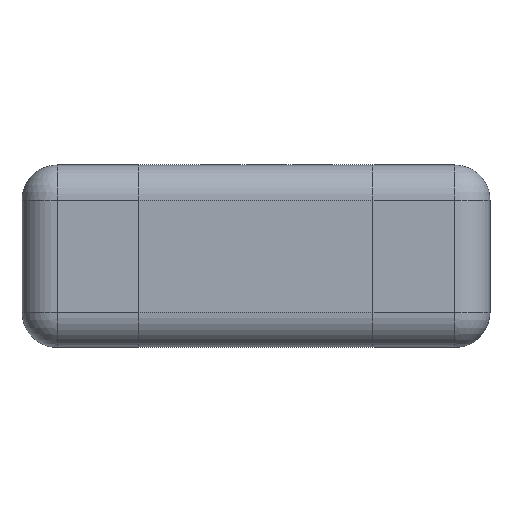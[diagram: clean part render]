
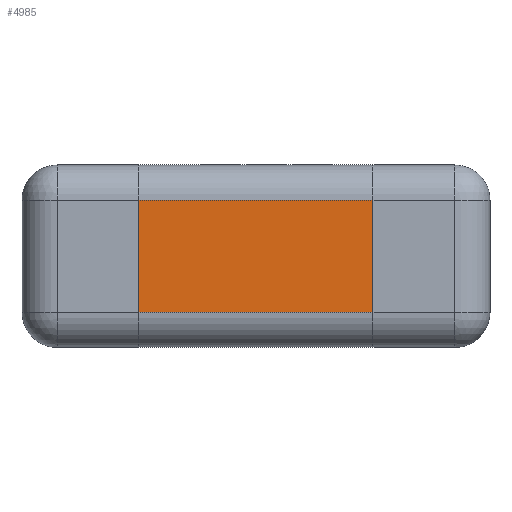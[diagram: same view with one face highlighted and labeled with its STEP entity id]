
A CAD part, front view. The second image highlights one B-rep face of the part: STEP entity #4985.
In plain terms, the highlighted planar face has unit normal (0, -1, 0).
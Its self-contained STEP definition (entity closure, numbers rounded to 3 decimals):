
#1487 = CYLINDRICAL_SURFACE('',#1488,0.15);
#1488 = AXIS2_PLACEMENT_3D('',#1489,#1490,#1491);
#1489 = CARTESIAN_POINT('',(-1.,-0.475,0.63));
#1490 = DIRECTION('',(-1.,0.,0.));
#1491 = DIRECTION('',(0.,-1.,0.));
#3677 = VERTEX_POINT('',#3678);
#3678 = CARTESIAN_POINT('',(-0.5,-0.625,0.15));
#3715 = CYLINDRICAL_SURFACE('',#3716,0.15);
#3716 = AXIS2_PLACEMENT_3D('',#3717,#3718,#3719);
#3717 = CARTESIAN_POINT('',(-1.,-0.475,0.15));
#3718 = DIRECTION('',(1.,0.,0.));
#3719 = DIRECTION('',(0.,1.,0.));
#3787 = PLANE('',#3788);
#3788 = AXIS2_PLACEMENT_3D('',#3789,#3790,#3791);
#3789 = CARTESIAN_POINT('',(-1.,-0.625,0.78));
#3790 = DIRECTION('',(0.,1.,0.));
#3791 = DIRECTION('',(-1.,0.,0.));
#3874 = VERTEX_POINT('',#3875);
#3875 = CARTESIAN_POINT('',(0.5,-0.625,0.15));
#3913 = PLANE('',#3914);
#3914 = AXIS2_PLACEMENT_3D('',#3915,#3916,#3917);
#3915 = CARTESIAN_POINT('',(-1.,-0.625,0.78));
#3916 = DIRECTION('',(0.,1.,0.));
#3917 = DIRECTION('',(-1.,0.,0.));
#4067 = VERTEX_POINT('',#4068);
#4068 = CARTESIAN_POINT('',(-0.5,-0.625,0.63));
#4354 = VERTEX_POINT('',#4355);
#4355 = CARTESIAN_POINT('',(0.5,-0.625,0.63));
#4648 = EDGE_CURVE('',#4067,#3677,#4649,.T.);
#4649 = SURFACE_CURVE('',#4650,(#4654,#4661),.PCURVE_S1.);
#4650 = LINE('',#4651,#4652);
#4651 = CARTESIAN_POINT('',(-0.5,-0.625,0.78));
#4652 = VECTOR('',#4653,1.);
#4653 = DIRECTION('',(0.,0.,-1.));
#4654 = PCURVE('',#3787,#4655);
#4655 = DEFINITIONAL_REPRESENTATION('',(#4656),#4660);
#4656 = LINE('',#4657,#4658);
#4657 = CARTESIAN_POINT('',(-0.5,0.));
#4658 = VECTOR('',#4659,1.);
#4659 = DIRECTION('',(0.,-1.));
#4660 = ( GEOMETRIC_REPRESENTATION_CONTEXT(2) 
PARAMETRIC_REPRESENTATION_CONTEXT() REPRESENTATION_CONTEXT('2D SPACE',''
  ) );
#4661 = PCURVE('',#4662,#4667);
#4662 = PLANE('',#4663);
#4663 = AXIS2_PLACEMENT_3D('',#4664,#4665,#4666);
#4664 = CARTESIAN_POINT('',(-1.,-0.625,0.78));
#4665 = DIRECTION('',(0.,1.,0.));
#4666 = DIRECTION('',(-1.,0.,0.));
#4667 = DEFINITIONAL_REPRESENTATION('',(#4668),#4672);
#4668 = LINE('',#4669,#4670);
#4669 = CARTESIAN_POINT('',(-0.5,0.));
#4670 = VECTOR('',#4671,1.);
#4671 = DIRECTION('',(0.,-1.));
#4672 = ( GEOMETRIC_REPRESENTATION_CONTEXT(2) 
PARAMETRIC_REPRESENTATION_CONTEXT() REPRESENTATION_CONTEXT('2D SPACE',''
  ) );
#4727 = EDGE_CURVE('',#3874,#4354,#4728,.T.);
#4728 = SURFACE_CURVE('',#4729,(#4733,#4740),.PCURVE_S1.);
#4729 = LINE('',#4730,#4731);
#4730 = CARTESIAN_POINT('',(0.5,-0.625,0.78));
#4731 = VECTOR('',#4732,1.);
#4732 = DIRECTION('',(0.,0.,1.));
#4733 = PCURVE('',#3913,#4734);
#4734 = DEFINITIONAL_REPRESENTATION('',(#4735),#4739);
#4735 = LINE('',#4736,#4737);
#4736 = CARTESIAN_POINT('',(-1.5,0.));
#4737 = VECTOR('',#4738,1.);
#4738 = DIRECTION('',(0.,1.));
#4739 = ( GEOMETRIC_REPRESENTATION_CONTEXT(2) 
PARAMETRIC_REPRESENTATION_CONTEXT() REPRESENTATION_CONTEXT('2D SPACE',''
  ) );
#4740 = PCURVE('',#4662,#4741);
#4741 = DEFINITIONAL_REPRESENTATION('',(#4742),#4746);
#4742 = LINE('',#4743,#4744);
#4743 = CARTESIAN_POINT('',(-1.5,0.));
#4744 = VECTOR('',#4745,1.);
#4745 = DIRECTION('',(0.,1.));
#4746 = ( GEOMETRIC_REPRESENTATION_CONTEXT(2) 
PARAMETRIC_REPRESENTATION_CONTEXT() REPRESENTATION_CONTEXT('2D SPACE',''
  ) );
#4985 = ADVANCED_FACE('',(#4986),#4662,.F.);
#4986 = FACE_BOUND('',#4987,.T.);
#4987 = EDGE_LOOP('',(#4988,#5031,#5032,#5075));
#4988 = ORIENTED_EDGE('',*,*,#4989,.T.);
#4989 = EDGE_CURVE('',#4354,#4067,#4990,.T.);
#4990 = SURFACE_CURVE('',#4991,(#4995,#5002),.PCURVE_S1.);
#4991 = LINE('',#4992,#4993);
#4992 = CARTESIAN_POINT('',(-1.,-0.625,0.63));
#4993 = VECTOR('',#4994,1.);
#4994 = DIRECTION('',(-1.,0.,-0.));
#4995 = PCURVE('',#4662,#4996);
#4996 = DEFINITIONAL_REPRESENTATION('',(#4997),#5001);
#4997 = LINE('',#4998,#4999);
#4998 = CARTESIAN_POINT('',(-0.,-0.15));
#4999 = VECTOR('',#5000,1.);
#5000 = DIRECTION('',(1.,0.));
#5001 = ( GEOMETRIC_REPRESENTATION_CONTEXT(2) 
PARAMETRIC_REPRESENTATION_CONTEXT() REPRESENTATION_CONTEXT('2D SPACE',''
  ) );
#5002 = PCURVE('',#1487,#5003);
#5003 = DEFINITIONAL_REPRESENTATION('',(#5004),#5030);
#5004 = B_SPLINE_CURVE_WITH_KNOTS('',3,(#5005,#5006,#5007,#5008,#5009,
    #5010,#5011,#5012,#5013,#5014,#5015,#5016,#5017,#5018,#5019,#5020,
    #5021,#5022,#5023,#5024,#5025,#5026,#5027,#5028,#5029),
  .UNSPECIFIED.,.F.,.F.,(4,1,1,1,1,1,1,1,1,1,1,1,1,1,1,1,1,1,1,1,1,1,4),
  (-1.5,-1.455,-1.409,-1.364,-1.318,
    -1.273,-1.227,-1.182,-1.136,
    -1.091,-1.045,-1.,-0.955,-0.909,
    -0.864,-0.818,-0.773,-0.727,
    -0.682,-0.636,-0.591,-0.545,-0.5
    ),.QUASI_UNIFORM_KNOTS.);
#5005 = CARTESIAN_POINT('',(0.,-1.5));
#5006 = CARTESIAN_POINT('',(0.,-1.485));
#5007 = CARTESIAN_POINT('',(0.,-1.455));
#5008 = CARTESIAN_POINT('',(0.,-1.409));
#5009 = CARTESIAN_POINT('',(0.,-1.364));
#5010 = CARTESIAN_POINT('',(0.,-1.318));
#5011 = CARTESIAN_POINT('',(0.,-1.273));
#5012 = CARTESIAN_POINT('',(0.,-1.227));
#5013 = CARTESIAN_POINT('',(0.,-1.182));
#5014 = CARTESIAN_POINT('',(0.,-1.136));
#5015 = CARTESIAN_POINT('',(0.,-1.091));
#5016 = CARTESIAN_POINT('',(0.,-1.045));
#5017 = CARTESIAN_POINT('',(0.,-1.));
#5018 = CARTESIAN_POINT('',(0.,-0.955));
#5019 = CARTESIAN_POINT('',(0.,-0.909));
#5020 = CARTESIAN_POINT('',(0.,-0.864));
#5021 = CARTESIAN_POINT('',(0.,-0.818));
#5022 = CARTESIAN_POINT('',(0.,-0.773));
#5023 = CARTESIAN_POINT('',(0.,-0.727));
#5024 = CARTESIAN_POINT('',(0.,-0.682));
#5025 = CARTESIAN_POINT('',(0.,-0.636));
#5026 = CARTESIAN_POINT('',(0.,-0.591));
#5027 = CARTESIAN_POINT('',(0.,-0.545));
#5028 = CARTESIAN_POINT('',(0.,-0.515));
#5029 = CARTESIAN_POINT('',(0.,-0.5));
#5030 = ( GEOMETRIC_REPRESENTATION_CONTEXT(2) 
PARAMETRIC_REPRESENTATION_CONTEXT() REPRESENTATION_CONTEXT('2D SPACE',''
  ) );
#5031 = ORIENTED_EDGE('',*,*,#4648,.T.);
#5032 = ORIENTED_EDGE('',*,*,#5033,.T.);
#5033 = EDGE_CURVE('',#3677,#3874,#5034,.T.);
#5034 = SURFACE_CURVE('',#5035,(#5039,#5046),.PCURVE_S1.);
#5035 = LINE('',#5036,#5037);
#5036 = CARTESIAN_POINT('',(-1.,-0.625,0.15));
#5037 = VECTOR('',#5038,1.);
#5038 = DIRECTION('',(1.,0.,0.));
#5039 = PCURVE('',#4662,#5040);
#5040 = DEFINITIONAL_REPRESENTATION('',(#5041),#5045);
#5041 = LINE('',#5042,#5043);
#5042 = CARTESIAN_POINT('',(-0.,-0.63));
#5043 = VECTOR('',#5044,1.);
#5044 = DIRECTION('',(-1.,0.));
#5045 = ( GEOMETRIC_REPRESENTATION_CONTEXT(2) 
PARAMETRIC_REPRESENTATION_CONTEXT() REPRESENTATION_CONTEXT('2D SPACE',''
  ) );
#5046 = PCURVE('',#3715,#5047);
#5047 = DEFINITIONAL_REPRESENTATION('',(#5048),#5074);
#5048 = B_SPLINE_CURVE_WITH_KNOTS('',3,(#5049,#5050,#5051,#5052,#5053,
    #5054,#5055,#5056,#5057,#5058,#5059,#5060,#5061,#5062,#5063,#5064,
    #5065,#5066,#5067,#5068,#5069,#5070,#5071,#5072,#5073),
  .UNSPECIFIED.,.F.,.F.,(4,1,1,1,1,1,1,1,1,1,1,1,1,1,1,1,1,1,1,1,1,1,4),
  (0.5,0.545,0.591,0.636,0.682,
    0.727,0.773,0.818,0.864,
    0.909,0.955,1.,1.045,1.091,
    1.136,1.182,1.227,1.273,
    1.318,1.364,1.409,1.455,1.5),
  .QUASI_UNIFORM_KNOTS.);
#5049 = CARTESIAN_POINT('',(3.142,0.5));
#5050 = CARTESIAN_POINT('',(3.142,0.515));
#5051 = CARTESIAN_POINT('',(3.142,0.545));
#5052 = CARTESIAN_POINT('',(3.142,0.591));
#5053 = CARTESIAN_POINT('',(3.142,0.636));
#5054 = CARTESIAN_POINT('',(3.142,0.682));
#5055 = CARTESIAN_POINT('',(3.142,0.727));
#5056 = CARTESIAN_POINT('',(3.142,0.773));
#5057 = CARTESIAN_POINT('',(3.142,0.818));
#5058 = CARTESIAN_POINT('',(3.142,0.864));
#5059 = CARTESIAN_POINT('',(3.142,0.909));
#5060 = CARTESIAN_POINT('',(3.142,0.955));
#5061 = CARTESIAN_POINT('',(3.142,1.));
#5062 = CARTESIAN_POINT('',(3.142,1.045));
#5063 = CARTESIAN_POINT('',(3.142,1.091));
#5064 = CARTESIAN_POINT('',(3.142,1.136));
#5065 = CARTESIAN_POINT('',(3.142,1.182));
#5066 = CARTESIAN_POINT('',(3.142,1.227));
#5067 = CARTESIAN_POINT('',(3.142,1.273));
#5068 = CARTESIAN_POINT('',(3.142,1.318));
#5069 = CARTESIAN_POINT('',(3.142,1.364));
#5070 = CARTESIAN_POINT('',(3.142,1.409));
#5071 = CARTESIAN_POINT('',(3.142,1.455));
#5072 = CARTESIAN_POINT('',(3.142,1.485));
#5073 = CARTESIAN_POINT('',(3.142,1.5));
#5074 = ( GEOMETRIC_REPRESENTATION_CONTEXT(2) 
PARAMETRIC_REPRESENTATION_CONTEXT() REPRESENTATION_CONTEXT('2D SPACE',''
  ) );
#5075 = ORIENTED_EDGE('',*,*,#4727,.T.);
